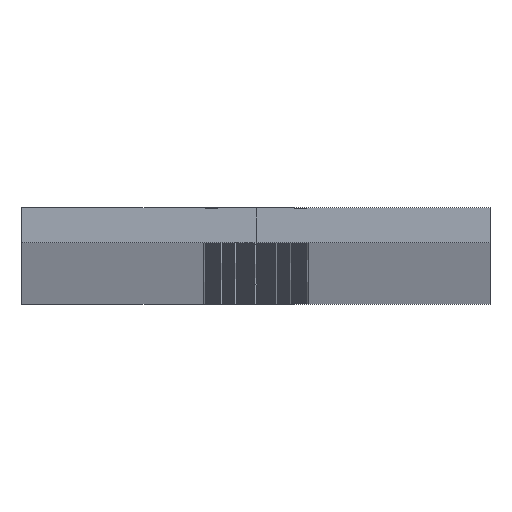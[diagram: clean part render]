
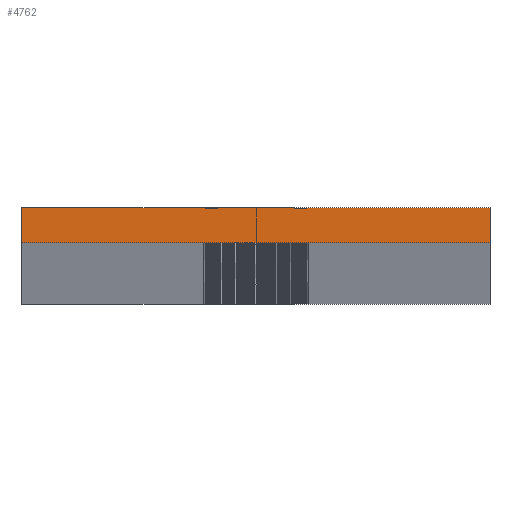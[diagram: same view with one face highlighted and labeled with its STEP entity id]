
A CAD part, top view. The second image highlights one B-rep face of the part: STEP entity #4762.
In plain terms, the highlighted planar face has unit normal (0, 0, 1).
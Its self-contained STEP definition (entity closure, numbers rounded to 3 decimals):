
#66 = VECTOR ( 'NONE', #6342, 1000. ) ;
#185 = VECTOR ( 'NONE', #4084, 1000. ) ;
#381 = ORIENTED_EDGE ( 'NONE', *, *, #2565, .F. ) ;
#438 = CARTESIAN_POINT ( 'NONE',  ( -20., -3., 0. ) ) ;
#694 = CARTESIAN_POINT ( 'NONE',  ( -20., -3., 0. ) ) ;
#1603 = CARTESIAN_POINT ( 'NONE',  ( -20., -3., 0. ) ) ;
#1638 = ORIENTED_EDGE ( 'NONE', *, *, #7481, .F. ) ;
#1657 = PLANE ( 'NONE',  #10586 ) ;
#2314 = CARTESIAN_POINT ( 'NONE',  ( -20., 0., 0. ) ) ;
#2565 = EDGE_CURVE ( 'NONE', #4378, #3908, #10730, .T. ) ;
#3247 = LINE ( 'NONE', #694, #66 ) ;
#3818 = CARTESIAN_POINT ( 'NONE',  ( -20., 0., 0. ) ) ;
#3908 = VERTEX_POINT ( 'NONE', #6710 ) ;
#3988 = VECTOR ( 'NONE', #4634, 1000. ) ;
#4041 = FACE_OUTER_BOUND ( 'NONE', #5554, .T. ) ;
#4084 = DIRECTION ( 'NONE',  ( 0., 1., 0. ) ) ;
#4088 = DIRECTION ( 'NONE',  ( 0., 0., -1. ) ) ;
#4378 = VERTEX_POINT ( 'NONE', #9094 ) ;
#4634 = DIRECTION ( 'NONE',  ( 1., 0., 0. ) ) ;
#4656 = VERTEX_POINT ( 'NONE', #2314 ) ;
#4762 = ADVANCED_FACE ( 'NONE', ( #4041 ), #1657, .F. ) ;
#5554 = EDGE_LOOP ( 'NONE', ( #8298, #381, #7827, #1638 ) ) ;
#5813 = DIRECTION ( 'NONE',  ( 0., -1., 0. ) ) ;
#6140 = EDGE_CURVE ( 'NONE', #4656, #4378, #8705, .T. ) ;
#6342 = DIRECTION ( 'NONE',  ( 1., 0., 0. ) ) ;
#6710 = CARTESIAN_POINT ( 'NONE',  ( 20., -3., 0. ) ) ;
#7481 = EDGE_CURVE ( 'NONE', #10297, #4656, #8207, .T. ) ;
#7827 = ORIENTED_EDGE ( 'NONE', *, *, #6140, .F. ) ;
#8207 = LINE ( 'NONE', #1603, #185 ) ;
#8212 = CARTESIAN_POINT ( 'NONE',  ( 0., 0., 0. ) ) ;
#8263 = DIRECTION ( 'NONE',  ( -1., 0., 0. ) ) ;
#8298 = ORIENTED_EDGE ( 'NONE', *, *, #10648, .T. ) ;
#8705 = LINE ( 'NONE', #3818, #3988 ) ;
#9094 = CARTESIAN_POINT ( 'NONE',  ( 20., 0., 0. ) ) ;
#9926 = CARTESIAN_POINT ( 'NONE',  ( 20., 0., 0. ) ) ;
#10297 = VERTEX_POINT ( 'NONE', #438 ) ;
#10525 = VECTOR ( 'NONE', #5813, 1000. ) ;
#10586 = AXIS2_PLACEMENT_3D ( 'NONE', #8212, #4088, #8263 ) ;
#10648 = EDGE_CURVE ( 'NONE', #10297, #3908, #3247, .T. ) ;
#10730 = LINE ( 'NONE', #9926, #10525 ) ;
